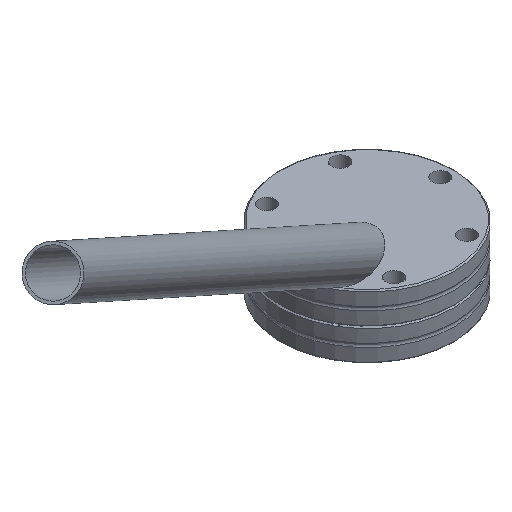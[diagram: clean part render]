
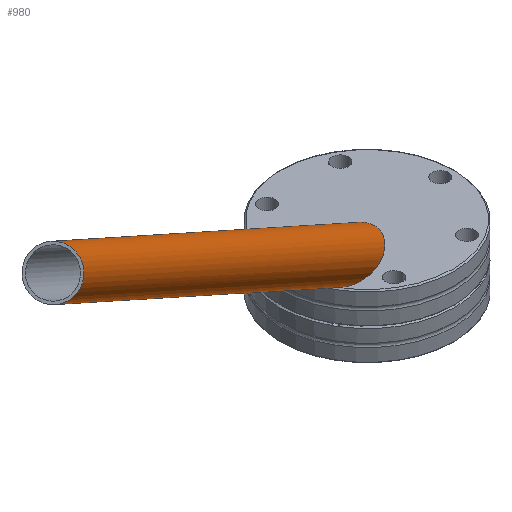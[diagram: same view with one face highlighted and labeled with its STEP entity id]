
A CAD part, isometric view. The second image highlights one B-rep face of the part: STEP entity #980.
In plain terms, the highlighted cylindrical face has radius 9 mm (diameter 18 mm), a full revolution.
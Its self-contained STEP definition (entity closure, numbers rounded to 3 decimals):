
#168=CIRCLE('',#1197,9.);
#270=FACE_OUTER_BOUND('',#350,.T.);
#350=EDGE_LOOP('',(#901,#902,#903,#904));
#386=LINE('',#1910,#422);
#422=VECTOR('',#1506,9.);
#427=ELLIPSE('',#1200,16.278,9.);
#511=VERTEX_POINT('',#1898);
#513=VERTEX_POINT('',#1903);
#639=EDGE_CURVE('',#511,#511,#168,.T.);
#641=EDGE_CURVE('',#513,#513,#427,.T.);
#644=EDGE_CURVE('',#511,#513,#386,.T.);
#901=ORIENTED_EDGE('',*,*,#639,.T.);
#902=ORIENTED_EDGE('',*,*,#644,.T.);
#903=ORIENTED_EDGE('',*,*,#641,.F.);
#904=ORIENTED_EDGE('',*,*,#644,.F.);
#930=CYLINDRICAL_SURFACE('',#1203,9.);
#980=ADVANCED_FACE('',(#270),#930,.T.);
#1197=AXIS2_PLACEMENT_3D('',#1899,#1491,#1492);
#1200=AXIS2_PLACEMENT_3D('',#1904,#1497,#1498);
#1203=AXIS2_PLACEMENT_3D('',#1909,#1504,#1505);
#1491=DIRECTION('center_axis',(0.,0.,1.));
#1492=DIRECTION('ref_axis',(1.,0.,0.));
#1497=DIRECTION('center_axis',(0.,-0.833,0.553));
#1498=DIRECTION('ref_axis',(0.,0.553,0.833));
#1504=DIRECTION('center_axis',(0.,0.,1.));
#1505=DIRECTION('ref_axis',(1.,0.,0.));
#1506=DIRECTION('',(0.,0.,1.));
#1898=CARTESIAN_POINT('',(-9.,0.,-405.));
#1899=CARTESIAN_POINT('Origin',(0.,0.,-405.));
#1903=CARTESIAN_POINT('',(-9.,0.,-13.564));
#1904=CARTESIAN_POINT('Origin',(0.,0.,-13.564));
#1909=CARTESIAN_POINT('Origin',(0.,0.,0.));
#1910=CARTESIAN_POINT('',(-9.,0.,0.));
